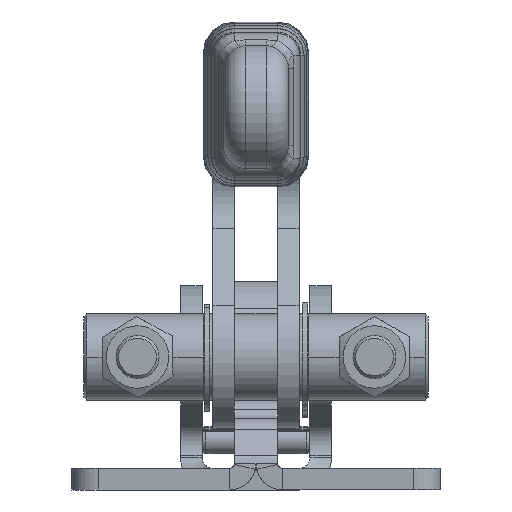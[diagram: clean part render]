
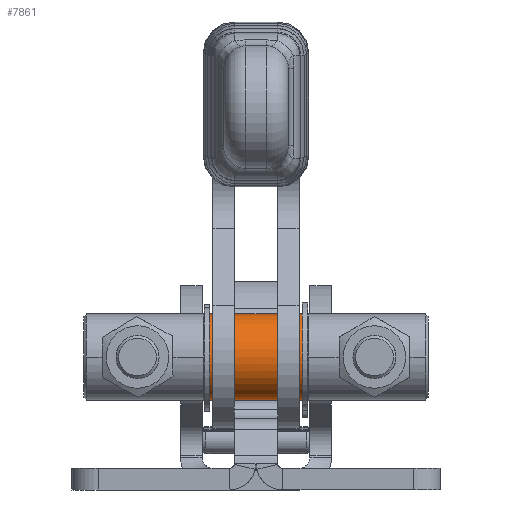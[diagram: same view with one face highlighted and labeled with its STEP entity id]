
A CAD part, left-side view. The second image highlights one B-rep face of the part: STEP entity #7861.
In plain terms, the highlighted cylindrical face has radius 8 mm (diameter 16 mm), a full revolution.
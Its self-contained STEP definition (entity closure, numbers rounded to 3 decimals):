
#1047=FACE_OUTER_BOUND('',#1537,.T.);
#1537=EDGE_LOOP('',(#6773,#6774,#6775,#6776,#6777,#6778,#6779,#6780));
#2031=LINE('',#16043,#2529);
#2529=VECTOR('',#10791,8.);
#3041=CIRCLE('',#8793,8.);
#3042=CIRCLE('',#8794,8.);
#3043=CIRCLE('',#8795,8.);
#3044=CIRCLE('',#8796,8.);
#3045=CIRCLE('',#8797,8.);
#3046=CIRCLE('',#8798,8.);
#3711=VERTEX_POINT('',#16039);
#3712=VERTEX_POINT('',#16040);
#3713=VERTEX_POINT('',#16042);
#3714=VERTEX_POINT('',#16044);
#3715=VERTEX_POINT('',#16046);
#3716=VERTEX_POINT('',#16049);
#4763=EDGE_CURVE('',#3711,#3712,#3041,.T.);
#4764=EDGE_CURVE('',#3712,#3713,#2031,.T.);
#4765=EDGE_CURVE('',#3713,#3714,#3042,.T.);
#4766=EDGE_CURVE('',#3714,#3715,#3043,.T.);
#4767=EDGE_CURVE('',#3715,#3713,#3044,.T.);
#4768=EDGE_CURVE('',#3712,#3716,#3045,.T.);
#4769=EDGE_CURVE('',#3716,#3711,#3046,.T.);
#6773=ORIENTED_EDGE('',*,*,#4763,.T.);
#6774=ORIENTED_EDGE('',*,*,#4764,.T.);
#6775=ORIENTED_EDGE('',*,*,#4765,.T.);
#6776=ORIENTED_EDGE('',*,*,#4766,.T.);
#6777=ORIENTED_EDGE('',*,*,#4767,.T.);
#6778=ORIENTED_EDGE('',*,*,#4764,.F.);
#6779=ORIENTED_EDGE('',*,*,#4768,.T.);
#6780=ORIENTED_EDGE('',*,*,#4769,.T.);
#7448=CYLINDRICAL_SURFACE('',#8792,8.);
#7861=ADVANCED_FACE('',(#1047),#7448,.T.);
#8792=AXIS2_PLACEMENT_3D('',#16038,#10787,#10788);
#8793=AXIS2_PLACEMENT_3D('',#16041,#10789,#10790);
#8794=AXIS2_PLACEMENT_3D('',#16045,#10792,#10793);
#8795=AXIS2_PLACEMENT_3D('',#16047,#10794,#10795);
#8796=AXIS2_PLACEMENT_3D('',#16048,#10796,#10797);
#8797=AXIS2_PLACEMENT_3D('',#16050,#10798,#10799);
#8798=AXIS2_PLACEMENT_3D('',#16051,#10800,#10801);
#10787=DIRECTION('center_axis',(0.,1.,0.));
#10788=DIRECTION('ref_axis',(-1.,0.,0.));
#10789=DIRECTION('center_axis',(0.,-1.,0.));
#10790=DIRECTION('ref_axis',(-1.,0.,0.));
#10791=DIRECTION('',(0.,-1.,0.));
#10792=DIRECTION('center_axis',(0.,1.,0.));
#10793=DIRECTION('ref_axis',(-1.,0.,0.));
#10794=DIRECTION('center_axis',(0.,1.,0.));
#10795=DIRECTION('ref_axis',(-1.,0.,0.));
#10796=DIRECTION('center_axis',(0.,1.,0.));
#10797=DIRECTION('ref_axis',(-1.,0.,0.));
#10798=DIRECTION('center_axis',(0.,-1.,0.));
#10799=DIRECTION('ref_axis',(-1.,0.,0.));
#10800=DIRECTION('center_axis',(0.,-1.,0.));
#10801=DIRECTION('ref_axis',(-1.,0.,0.));
#16038=CARTESIAN_POINT('Origin',(-26.669,0.,
24.7));
#16039=CARTESIAN_POINT('',(-21.454,8.6,30.767));
#16040=CARTESIAN_POINT('',(-18.669,8.6,24.7));
#16041=CARTESIAN_POINT('Origin',(-26.669,8.6,24.7));
#16042=CARTESIAN_POINT('',(-18.669,-8.6,24.7));
#16043=CARTESIAN_POINT('',(-18.669,0.,24.7));
#16044=CARTESIAN_POINT('',(-24.564,-8.6,16.982));
#16045=CARTESIAN_POINT('Origin',(-26.669,-8.6,24.7));
#16046=CARTESIAN_POINT('',(-25.395,-8.6,16.802));
#16047=CARTESIAN_POINT('Origin',(-26.669,-8.6,24.7));
#16048=CARTESIAN_POINT('Origin',(-26.669,-8.6,24.7));
#16049=CARTESIAN_POINT('',(-20.84,8.6,30.179));
#16050=CARTESIAN_POINT('Origin',(-26.669,8.6,24.7));
#16051=CARTESIAN_POINT('Origin',(-26.669,8.6,24.7));
